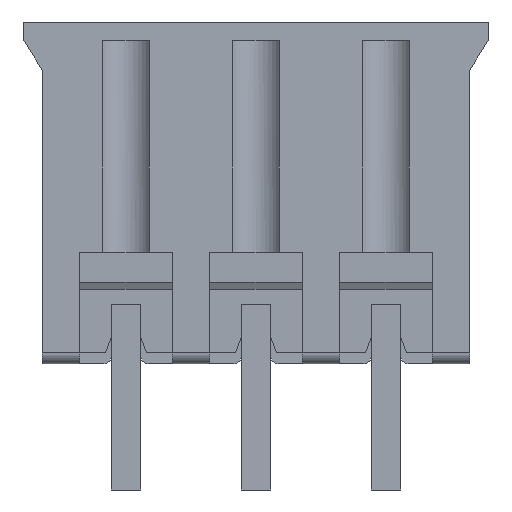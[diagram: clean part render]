
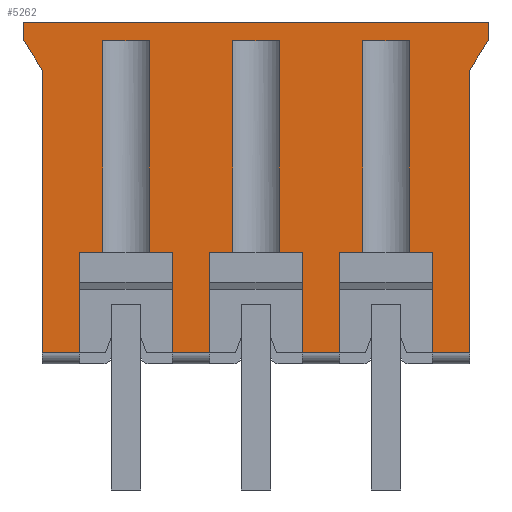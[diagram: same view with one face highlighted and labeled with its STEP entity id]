
A CAD part, front view. The second image highlights one B-rep face of the part: STEP entity #5262.
In plain terms, the highlighted planar face has unit normal (0, -1, 0).
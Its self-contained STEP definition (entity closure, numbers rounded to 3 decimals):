
#686=DIRECTION('',(-1.,0.,0.));
#687=VECTOR('',#686,0.626);
#688=CARTESIAN_POINT('',(1.25,-3.,-6.2));
#689=LINE('',#688,#687);
#690=DIRECTION('',(0.,0.,-1.));
#691=VECTOR('',#690,5.7);
#692=CARTESIAN_POINT('',(0.624,-3.,-0.5));
#693=LINE('',#692,#691);
#694=DIRECTION('',(-1.,0.,0.));
#695=VECTOR('',#694,1.249);
#696=CARTESIAN_POINT('',(0.624,-3.,-0.5));
#697=LINE('',#696,#695);
#698=DIRECTION('',(0.,0.,-1.));
#699=VECTOR('',#698,5.7);
#700=CARTESIAN_POINT('',(-0.624,-3.,-0.5));
#701=LINE('',#700,#699);
#702=DIRECTION('',(-1.,0.,0.));
#703=VECTOR('',#702,0.626);
#704=CARTESIAN_POINT('',(-0.624,-3.,-6.2));
#705=LINE('',#704,#703);
#706=DIRECTION('',(0.,0.,1.));
#707=VECTOR('',#706,2.7);
#708=CARTESIAN_POINT('',(-1.25,-3.,-8.9));
#709=LINE('',#708,#707);
#710=DIRECTION('',(1.,0.,0.));
#711=VECTOR('',#710,1.);
#712=CARTESIAN_POINT('',(-2.25,-3.,-8.9));
#713=LINE('',#712,#711);
#714=DIRECTION('',(0.,0.,1.));
#715=VECTOR('',#714,2.7);
#716=CARTESIAN_POINT('',(-2.25,-3.,-8.9));
#717=LINE('',#716,#715);
#718=DIRECTION('',(1.,0.,0.));
#719=VECTOR('',#718,0.626);
#720=CARTESIAN_POINT('',(-2.876,-3.,-6.2));
#721=LINE('',#720,#719);
#722=DIRECTION('',(0.,0.,-1.));
#723=VECTOR('',#722,5.7);
#724=CARTESIAN_POINT('',(-2.876,-3.,-0.5));
#725=LINE('',#724,#723);
#726=DIRECTION('',(-1.,0.,0.));
#727=VECTOR('',#726,1.249);
#728=CARTESIAN_POINT('',(-2.876,-3.,-0.5));
#729=LINE('',#728,#727);
#730=DIRECTION('',(0.,0.,-1.));
#731=VECTOR('',#730,5.7);
#732=CARTESIAN_POINT('',(-4.124,-3.,-0.5));
#733=LINE('',#732,#731);
#734=DIRECTION('',(1.,0.,0.));
#735=VECTOR('',#734,0.626);
#736=CARTESIAN_POINT('',(-4.75,-3.,-6.2));
#737=LINE('',#736,#735);
#738=DIRECTION('',(0.,0.,1.));
#739=VECTOR('',#738,2.7);
#740=CARTESIAN_POINT('',(-4.75,-3.,-8.9));
#741=LINE('',#740,#739);
#742=DIRECTION('',(1.,0.,0.));
#743=VECTOR('',#742,1.);
#744=CARTESIAN_POINT('',(-5.75,-3.,-8.9));
#745=LINE('',#744,#743);
#746=DIRECTION('',(0.,0.,-1.));
#747=VECTOR('',#746,7.6);
#748=CARTESIAN_POINT('',(-5.75,-3.,-1.3));
#749=LINE('',#748,#747);
#750=DIRECTION('',(0.53,0.,-0.848));
#751=VECTOR('',#750,0.943);
#752=CARTESIAN_POINT('',(-6.25,-3.,-0.5));
#753=LINE('',#752,#751);
#754=DIRECTION('',(0.,0.,-1.));
#755=VECTOR('',#754,0.5);
#756=CARTESIAN_POINT('',(-6.25,-3.,0.));
#757=LINE('',#756,#755);
#758=DIRECTION('',(-1.,0.,0.));
#759=VECTOR('',#758,12.5);
#760=CARTESIAN_POINT('',(6.25,-3.,0.));
#761=LINE('',#760,#759);
#762=DIRECTION('',(0.,0.,1.));
#763=VECTOR('',#762,0.5);
#764=CARTESIAN_POINT('',(6.25,-3.,-0.5));
#765=LINE('',#764,#763);
#766=DIRECTION('',(0.53,0.,0.848));
#767=VECTOR('',#766,0.943);
#768=CARTESIAN_POINT('',(5.75,-3.,-1.3));
#769=LINE('',#768,#767);
#770=DIRECTION('',(0.,0.,1.));
#771=VECTOR('',#770,7.6);
#772=CARTESIAN_POINT('',(5.75,-3.,-8.9));
#773=LINE('',#772,#771);
#774=DIRECTION('',(1.,0.,0.));
#775=VECTOR('',#774,1.);
#776=CARTESIAN_POINT('',(4.75,-3.,-8.9));
#777=LINE('',#776,#775);
#778=DIRECTION('',(0.,0.,1.));
#779=VECTOR('',#778,2.7);
#780=CARTESIAN_POINT('',(4.75,-3.,-8.9));
#781=LINE('',#780,#779);
#782=DIRECTION('',(-1.,0.,0.));
#783=VECTOR('',#782,0.626);
#784=CARTESIAN_POINT('',(4.75,-3.,-6.2));
#785=LINE('',#784,#783);
#786=DIRECTION('',(0.,0.,-1.));
#787=VECTOR('',#786,5.7);
#788=CARTESIAN_POINT('',(4.124,-3.,-0.5));
#789=LINE('',#788,#787);
#790=DIRECTION('',(-1.,0.,0.));
#791=VECTOR('',#790,1.249);
#792=CARTESIAN_POINT('',(4.124,-3.,-0.5));
#793=LINE('',#792,#791);
#794=DIRECTION('',(0.,0.,-1.));
#795=VECTOR('',#794,5.7);
#796=CARTESIAN_POINT('',(2.876,-3.,-0.5));
#797=LINE('',#796,#795);
#798=DIRECTION('',(-1.,0.,0.));
#799=VECTOR('',#798,0.626);
#800=CARTESIAN_POINT('',(2.876,-3.,-6.2));
#801=LINE('',#800,#799);
#802=DIRECTION('',(0.,0.,1.));
#803=VECTOR('',#802,2.7);
#804=CARTESIAN_POINT('',(2.25,-3.,-8.9));
#805=LINE('',#804,#803);
#806=DIRECTION('',(1.,0.,0.));
#807=VECTOR('',#806,1.);
#808=CARTESIAN_POINT('',(1.25,-3.,-8.9));
#809=LINE('',#808,#807);
#810=DIRECTION('',(0.,0.,1.));
#811=VECTOR('',#810,2.7);
#812=CARTESIAN_POINT('',(1.25,-3.,-8.9));
#813=LINE('',#812,#811);
#3680=CARTESIAN_POINT('',(-6.25,-3.,0.));
#3681=CARTESIAN_POINT('',(-6.25,-3.,-0.5));
#3682=VERTEX_POINT('',#3680);
#3683=VERTEX_POINT('',#3681);
#3684=CARTESIAN_POINT('',(-5.75,-3.,-1.3));
#3685=VERTEX_POINT('',#3684);
#3686=CARTESIAN_POINT('',(5.75,-3.,-1.3));
#3687=CARTESIAN_POINT('',(6.25,-3.,-0.5));
#3688=VERTEX_POINT('',#3686);
#3689=VERTEX_POINT('',#3687);
#3690=CARTESIAN_POINT('',(6.25,-3.,0.));
#3691=VERTEX_POINT('',#3690);
#3744=CARTESIAN_POINT('',(4.124,-3.,-0.5));
#3745=CARTESIAN_POINT('',(2.876,-3.,-0.5));
#3746=VERTEX_POINT('',#3744);
#3747=VERTEX_POINT('',#3745);
#3748=CARTESIAN_POINT('',(-4.124,-3.,-0.5));
#3749=CARTESIAN_POINT('',(-2.876,-3.,-0.5));
#3750=VERTEX_POINT('',#3748);
#3751=VERTEX_POINT('',#3749);
#3776=CARTESIAN_POINT('',(4.75,-3.,-8.9));
#3777=CARTESIAN_POINT('',(4.75,-3.,-6.2));
#3778=VERTEX_POINT('',#3776);
#3779=VERTEX_POINT('',#3777);
#3780=CARTESIAN_POINT('',(2.25,-3.,-8.9));
#3781=CARTESIAN_POINT('',(2.25,-3.,-6.2));
#3782=VERTEX_POINT('',#3780);
#3783=VERTEX_POINT('',#3781);
#3784=CARTESIAN_POINT('',(4.124,-3.,-6.2));
#3785=VERTEX_POINT('',#3784);
#3786=CARTESIAN_POINT('',(2.876,-3.,-6.2));
#3787=VERTEX_POINT('',#3786);
#3964=CARTESIAN_POINT('',(-0.624,-3.,-0.5));
#3965=CARTESIAN_POINT('',(0.624,-3.,-0.5));
#3966=VERTEX_POINT('',#3964);
#3967=VERTEX_POINT('',#3965);
#3984=CARTESIAN_POINT('',(1.25,-3.,-6.2));
#3985=CARTESIAN_POINT('',(0.624,-3.,-6.2));
#3986=VERTEX_POINT('',#3984);
#3987=VERTEX_POINT('',#3985);
#3988=CARTESIAN_POINT('',(-0.624,-3.,-6.2));
#3989=CARTESIAN_POINT('',(-1.25,-3.,-6.2));
#3990=VERTEX_POINT('',#3988);
#3991=VERTEX_POINT('',#3989);
#4018=CARTESIAN_POINT('',(-4.75,-3.,-8.9));
#4019=CARTESIAN_POINT('',(-4.75,-3.,-6.2));
#4020=VERTEX_POINT('',#4018);
#4021=VERTEX_POINT('',#4019);
#4022=CARTESIAN_POINT('',(-4.124,-3.,-6.2));
#4023=VERTEX_POINT('',#4022);
#4024=CARTESIAN_POINT('',(-2.876,-3.,-6.2));
#4025=CARTESIAN_POINT('',(-2.25,-3.,-6.2));
#4026=VERTEX_POINT('',#4024);
#4027=VERTEX_POINT('',#4025);
#4330=CARTESIAN_POINT('',(-2.25,-3.,-8.9));
#4331=VERTEX_POINT('',#4330);
#4508=CARTESIAN_POINT('',(-1.25,-3.,-8.9));
#4509=VERTEX_POINT('',#4508);
#4510=CARTESIAN_POINT('',(1.25,-3.,-8.9));
#4511=VERTEX_POINT('',#4510);
#4624=CARTESIAN_POINT('',(5.75,-3.,-8.9));
#4626=VERTEX_POINT('',#4624);
#4629=CARTESIAN_POINT('',(-5.75,-3.,-8.9));
#4631=VERTEX_POINT('',#4629);
#5196=CARTESIAN_POINT('',(0.,-3.,0.));
#5197=DIRECTION('',(0.,-1.,0.));
#5198=DIRECTION('',(1.,0.,0.));
#5199=AXIS2_PLACEMENT_3D('',#5196,#5197,#5198);
#5200=PLANE('',#5199);
#5202=ORIENTED_EDGE('',*,*,#5201,.T.);
#5204=ORIENTED_EDGE('',*,*,#5203,.F.);
#5206=ORIENTED_EDGE('',*,*,#5205,.T.);
#5208=ORIENTED_EDGE('',*,*,#5207,.T.);
#5210=ORIENTED_EDGE('',*,*,#5209,.T.);
#5212=ORIENTED_EDGE('',*,*,#5211,.F.);
#5214=ORIENTED_EDGE('',*,*,#5213,.F.);
#5216=ORIENTED_EDGE('',*,*,#5215,.T.);
#5218=ORIENTED_EDGE('',*,*,#5217,.F.);
#5220=ORIENTED_EDGE('',*,*,#5219,.F.);
#5222=ORIENTED_EDGE('',*,*,#5221,.T.);
#5224=ORIENTED_EDGE('',*,*,#5223,.T.);
#5226=ORIENTED_EDGE('',*,*,#5225,.F.);
#5228=ORIENTED_EDGE('',*,*,#5227,.F.);
#5230=ORIENTED_EDGE('',*,*,#5229,.F.);
#5231=ORIENTED_EDGE('',*,*,#4943,.F.);
#5232=ORIENTED_EDGE('',*,*,#4966,.F.);
#5233=ORIENTED_EDGE('',*,*,#4984,.F.);
#5234=ORIENTED_EDGE('',*,*,#5085,.F.);
#5235=ORIENTED_EDGE('',*,*,#5071,.F.);
#5237=ORIENTED_EDGE('',*,*,#5236,.F.);
#5239=ORIENTED_EDGE('',*,*,#5238,.F.);
#5241=ORIENTED_EDGE('',*,*,#5240,.F.);
#5243=ORIENTED_EDGE('',*,*,#5242,.T.);
#5245=ORIENTED_EDGE('',*,*,#5244,.T.);
#5247=ORIENTED_EDGE('',*,*,#5246,.F.);
#5249=ORIENTED_EDGE('',*,*,#5248,.T.);
#5251=ORIENTED_EDGE('',*,*,#5250,.T.);
#5253=ORIENTED_EDGE('',*,*,#5252,.T.);
#5255=ORIENTED_EDGE('',*,*,#5254,.F.);
#5257=ORIENTED_EDGE('',*,*,#5256,.F.);
#5259=ORIENTED_EDGE('',*,*,#5258,.T.);
#5260=EDGE_LOOP('',(#5202,#5204,#5206,#5208,#5210,#5212,#5214,#5216,#5218,#5220,
#5222,#5224,#5226,#5228,#5230,#5231,#5232,#5233,#5234,#5235,#5237,#5239,#5241,
#5243,#5245,#5247,#5249,#5251,#5253,#5255,#5257,#5259));
#5261=FACE_OUTER_BOUND('',#5260,.F.);
#5262=ADVANCED_FACE('',(#5261),#5200,.T.);
#4943=EDGE_CURVE('',#3685,#4631,#749,.T.);
#4966=EDGE_CURVE('',#3683,#3685,#753,.T.);
#4984=EDGE_CURVE('',#3682,#3683,#757,.T.);
#5071=EDGE_CURVE('',#3689,#3691,#765,.T.);
#5085=EDGE_CURVE('',#3691,#3682,#761,.T.);
#5201=EDGE_CURVE('',#3986,#3987,#689,.T.);
#5203=EDGE_CURVE('',#3967,#3987,#693,.T.);
#5205=EDGE_CURVE('',#3967,#3966,#697,.T.);
#5207=EDGE_CURVE('',#3966,#3990,#701,.T.);
#5209=EDGE_CURVE('',#3990,#3991,#705,.T.);
#5211=EDGE_CURVE('',#4509,#3991,#709,.T.);
#5213=EDGE_CURVE('',#4331,#4509,#713,.T.);
#5215=EDGE_CURVE('',#4331,#4027,#717,.T.);
#5217=EDGE_CURVE('',#4026,#4027,#721,.T.);
#5219=EDGE_CURVE('',#3751,#4026,#725,.T.);
#5221=EDGE_CURVE('',#3751,#3750,#729,.T.);
#5223=EDGE_CURVE('',#3750,#4023,#733,.T.);
#5225=EDGE_CURVE('',#4021,#4023,#737,.T.);
#5227=EDGE_CURVE('',#4020,#4021,#741,.T.);
#5229=EDGE_CURVE('',#4631,#4020,#745,.T.);
#5236=EDGE_CURVE('',#3688,#3689,#769,.T.);
#5238=EDGE_CURVE('',#4626,#3688,#773,.T.);
#5240=EDGE_CURVE('',#3778,#4626,#777,.T.);
#5242=EDGE_CURVE('',#3778,#3779,#781,.T.);
#5244=EDGE_CURVE('',#3779,#3785,#785,.T.);
#5246=EDGE_CURVE('',#3746,#3785,#789,.T.);
#5248=EDGE_CURVE('',#3746,#3747,#793,.T.);
#5250=EDGE_CURVE('',#3747,#3787,#797,.T.);
#5252=EDGE_CURVE('',#3787,#3783,#801,.T.);
#5254=EDGE_CURVE('',#3782,#3783,#805,.T.);
#5256=EDGE_CURVE('',#4511,#3782,#809,.T.);
#5258=EDGE_CURVE('',#4511,#3986,#813,.T.);
